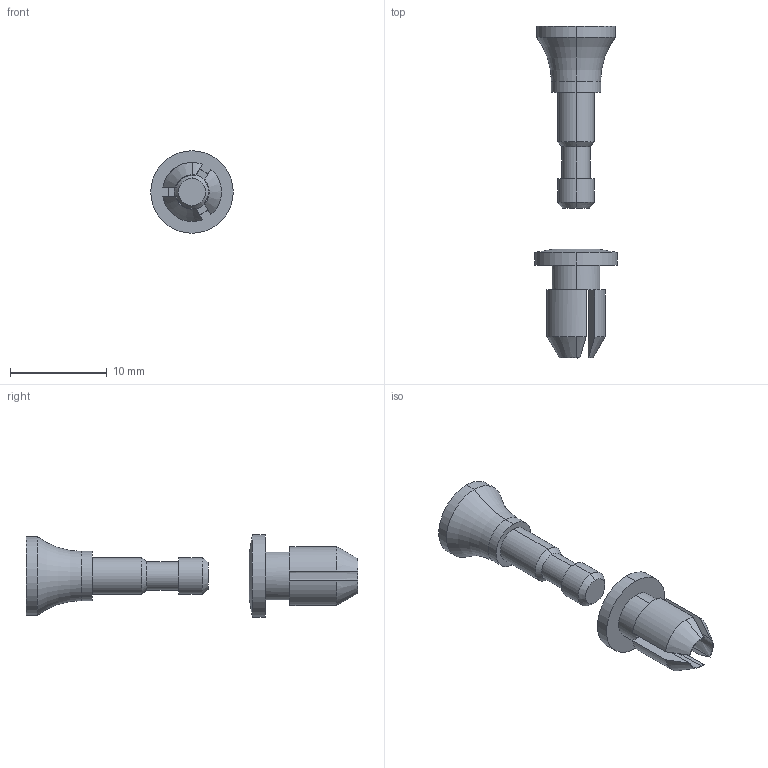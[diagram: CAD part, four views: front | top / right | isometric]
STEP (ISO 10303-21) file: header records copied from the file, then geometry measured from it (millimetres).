
FILE_DESCRIPTION (( 'STEP AP214' ), '1' );
FILE_NAME ('FSP-FASTNERS.STEP', '2012-11-14T16:06:33', ( 'x' ), ( '' ), 'SwSTEP 2.0', 'SolidWorks 2012', '' );
FILE_SCHEMA (( 'AUTOMOTIVE_DESIGN' ));
Length unit declared in the file: inch
Products named in the file (3): FSP-FASTNERS; FSP-FASTENERS-MA1; FSP-FASTENERS-MA2
Assembly tree (2 placements, depth 2):
  FSP-FASTNERS
    FSP-FASTENERS-MA1
    FSP-FASTENERS-MA2
Bounding box: 8.51 x 34.28 x 8.51 mm (x, y, z)
Volume: 514.7 mm3; surface area: 779.1 mm2
Topology: 2 solids, 2 shells, 53 faces, 123 edges, 76 vertices
Faces by surface type: plane 21, cylinder 18, cone 12, torus 2
Entity records: 1823 total; most frequent: CARTESIAN_POINT 317, DIRECTION 290, ORIENTED_EDGE 246, EDGE_CURVE 123, AXIS2_PLACEMENT_3D 121, VERTEX_POINT 76, CIRCLE 63, EDGE_LOOP 57
